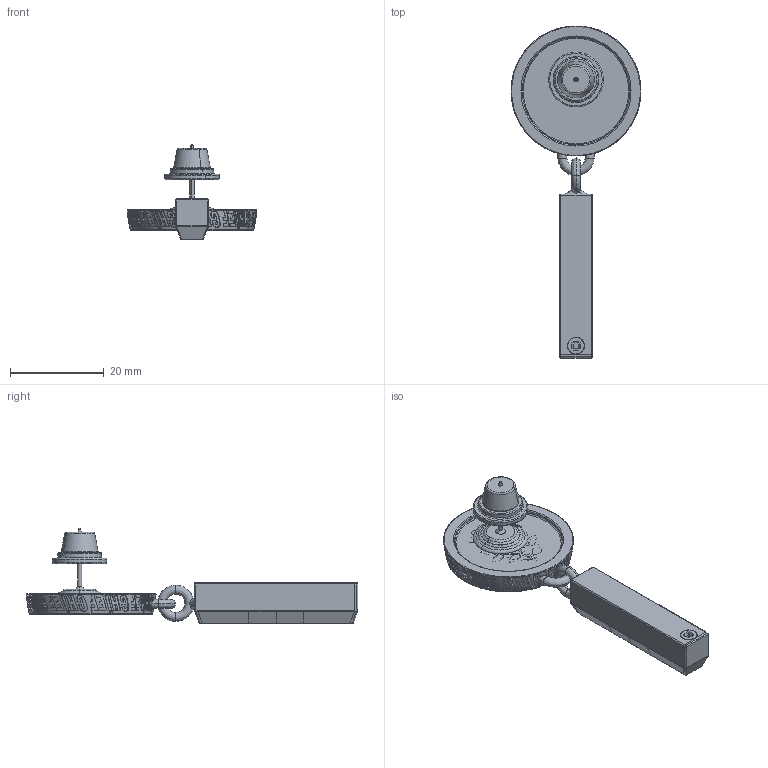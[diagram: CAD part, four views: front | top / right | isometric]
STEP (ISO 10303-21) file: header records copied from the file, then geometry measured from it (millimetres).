
FILE_DESCRIPTION(('FreeCAD Model'),'2;1');
FILE_NAME('Open CASCADE Shape Model','2025-05-04T02:30:19',('FreeCAD'),( 'FreeCAD'),'Open CASCADE STEP processor 7.6','FreeCAD','Unknown');
FILE_SCHEMA(('AUTOMOTIVE_DESIGN { 1 0 10303 214 1 1 1 1 }'));
Products named in the file (1): Open CASCADE STEP translator 7.6 1
Bounding box: 27.8 x 71 x 20.45 mm (x, y, z)
Volume: 3935 mm3; surface area: 6704.5 mm2
Topology: 183 solids, 183 shells, 4407 faces, 10967 edges, 6516 vertices
Faces by surface type: bspline 4407
Entity records: 259452 total; most frequent: CARTESIAN_POINT 194895, ORIENTED_EDGE 20890, EDGE_CURVE 10445, B_SPLINE_CURVE_WITH_KNOTS 9262, VERTEX_POINT 6516, FACE_BOUND 4543, EDGE_LOOP 4543, ADVANCED_FACE 4407
